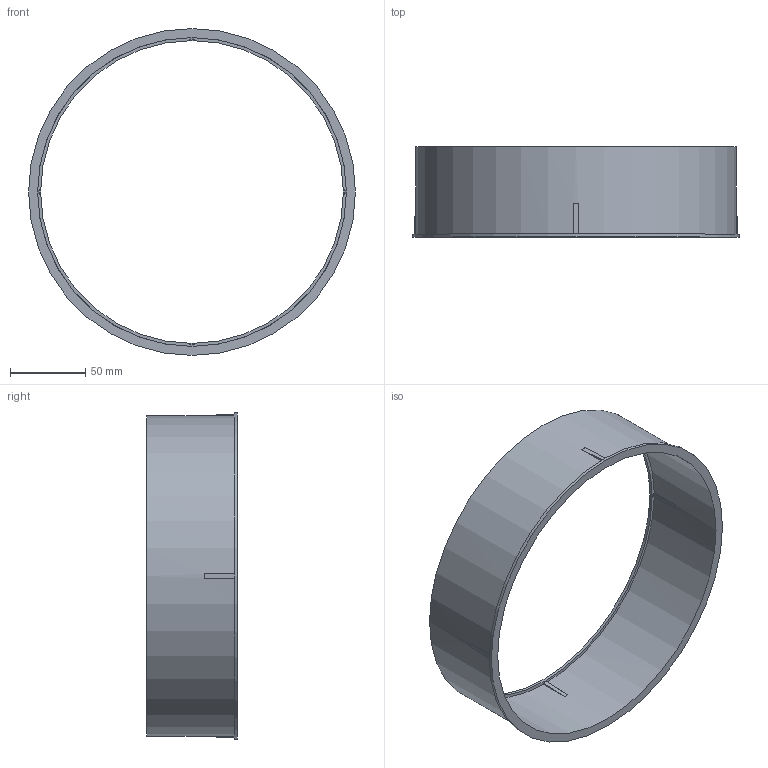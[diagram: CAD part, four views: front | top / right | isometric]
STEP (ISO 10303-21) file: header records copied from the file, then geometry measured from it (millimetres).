
FILE_DESCRIPTION(/* description */ (''),/* implementation_level */ '2;1');
FILE_NAME(/* name */ 'C .Replace - 04 v2.0.stp',/* time_stamp */ '2025-05-02T11:17:04-04:00',/* author */ ('mayhe'),/* organization */ (''),/* preprocessor_version */ 'ST-DEVELOPER v20',/* originating_system */ 'Autodesk Inventor 2025',/* authorisation */ '');
FILE_SCHEMA (('AUTOMOTIVE_DESIGN { 1 0 10303 214 3 1 1 }'));
Length unit declared in the file: millimetre
Products named in the file (1): Cylinder Replacement- 04
Bounding box: 217 x 60 x 217 mm (x, y, z)
Volume: 163074.7 mm3; surface area: 89434.3 mm2
Topology: 1 solids, 1 shells, 48 faces, 127 edges, 83 vertices
Faces by surface type: plane 44, cylinder 4
Full cylindrical faces by diameter (mm): 201 x1, 205 x1, 213 x1, 217 x1
Entity records: 1533 total; most frequent: DIRECTION 260, CARTESIAN_POINT 259, ORIENTED_EDGE 254, EDGE_CURVE 127, LINE 92, VECTOR 92, AXIS2_PLACEMENT_3D 84, VERTEX_POINT 83
